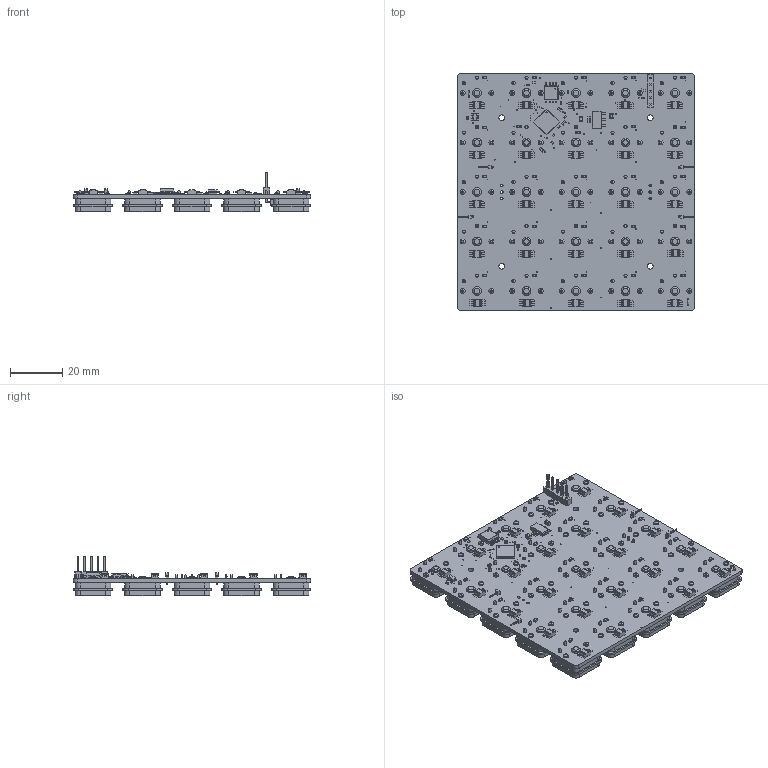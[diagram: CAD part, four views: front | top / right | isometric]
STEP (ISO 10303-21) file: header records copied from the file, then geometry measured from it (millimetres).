
FILE_DESCRIPTION(('KiCad electronic assembly'),'2;1');
FILE_NAME('Keymodule.step','2026-02-08T01:44:54',('Pcbnew'),('Kicad'), 'Open CASCADE STEP processor 7.8','KiCad to STEP converter','Unknown' );
FILE_SCHEMA(('AUTOMOTIVE_DESIGN { 1 0 10303 214 1 1 1 1 }'));
Length unit declared in the file: millimetre
Products named in the file (16): Keymodule 1; D_0603_1608Metric; SK6812MINI_E; SOT-23-5; C_0402_1005Metric; PinHeader_1x01_P1.27mm_Horizontal; QFN-56-1EP_7x7mm_P0.4mm_EP3.2x3.2mm; SOT-223; PinHeader_1x05_P2.54mm_Vertical; SOIC-8_5.3x5.3mm_P1.27mm; R_0402_1005Metric; TestPoint_Bridge_Pitch2.0mm_Drill0.7mm; C_0805_2012Metric; low_profile_mechanical_key; PinHeader_1x03_P2.54mm_Horizontal; Keymodule_PCB
Assembly tree (107 placements, depth 2):
  Keymodule 1
    D_0603_1608Metric  x25
    SK6812MINI_E  x25
    SOT-23-5
    C_0402_1005Metric  x10
    PinHeader_1x01_P1.27mm_Horizontal  x4
    QFN-56-1EP_7x7mm_P0.4mm_EP3.2x3.2mm
    SOT-223
    PinHeader_1x05_P2.54mm_Vertical
    SOIC-8_5.3x5.3mm_P1.27mm
    R_0402_1005Metric  x7
    TestPoint_Bridge_Pitch2.0mm_Drill0.7mm  x2
    C_0805_2012Metric  x2
    low_profile_mechanical_key  x25
    PinHeader_1x03_P2.54mm_Horizontal
    Keymodule_PCB
Bounding box: 91 x 91 x 15.22 mm (x, y, z)
Volume: 37326.5 mm3; surface area: 39193.4 mm2
Topology: 107 solids, 107 shells, 5271 faces, 13683 edges, 8927 vertices
Faces by surface type: plane 3529, cylinder 1537, cone 150, bspline 53, torus 2
Full cylindrical faces by diameter (mm): 0.2 x15, 0.3 x65, 0.4 x1, 0.5 x4, 0.65 x4, 0.7 x4, 1 x11, 1.2 x50, 1.9 x50, 2.2 x29, 3.4 x25
Entity records: 54447 total; most frequent: CARTESIAN_POINT 8114, ORIENTED_EDGE 7617, DIRECTION 7461, EDGE_CURVE 3809, LINE 2933, VECTOR 2933, VERTEX_POINT 2473, AXIS2_PLACEMENT_3D 2264
